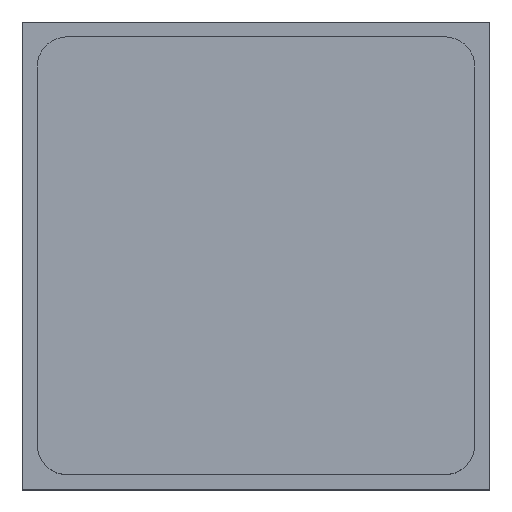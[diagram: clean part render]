
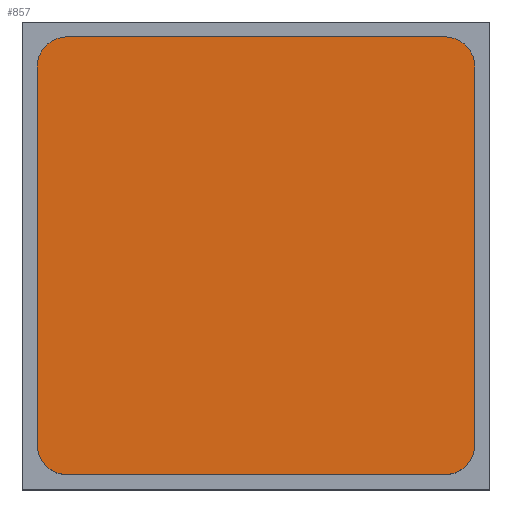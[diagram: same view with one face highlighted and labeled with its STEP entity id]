
A CAD part, top view. The second image highlights one B-rep face of the part: STEP entity #857.
In plain terms, the highlighted planar face has unit normal (0, 0, 1).
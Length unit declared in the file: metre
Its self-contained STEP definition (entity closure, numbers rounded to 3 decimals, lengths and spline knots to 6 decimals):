
#475 = EDGE_CURVE( '', #1326, #1327, #1328, .T. );
#551 = EDGE_CURVE( '', #1327, #1451, #1452, .T. );
#649 = EDGE_CURVE( '', #1602, #1603, #1604, .T. );
#789 = EDGE_CURVE( '', #1595, #1326, #1818, .T. );
#857 = ADVANCED_FACE( '', ( #1909 ), #1910, .T. );
#901 = EDGE_CURVE( '', #1646, #1823, #1968, .T. );
#1123 = EDGE_CURVE( '', #1823, #1602, #2232, .T. );
#1133 = EDGE_CURVE( '', #1603, #1595, #2244, .T. );
#1155 = EDGE_CURVE( '', #1451, #1646, #2269, .T. );
#1326 = VERTEX_POINT( '', #2483 );
#1327 = VERTEX_POINT( '', #2484 );
#1328 = LINE( '', #2485, #2486 );
#1451 = VERTEX_POINT( '', #2660 );
#1452 = CIRCLE( '', #2661, 0.001 );
#1595 = VERTEX_POINT( '', #2876 );
#1602 = VERTEX_POINT( '', #2887 );
#1603 = VERTEX_POINT( '', #2888 );
#1604 = CIRCLE( '', #2889, 0.001 );
#1646 = VERTEX_POINT( '', #2946 );
#1818 = CIRCLE( '', #3198, 0.001 );
#1823 = VERTEX_POINT( '', #3204 );
#1909 = FACE_OUTER_BOUND( '', #3334, .T. );
#1910 = PLANE( '', #3335 );
#1968 = CIRCLE( '', #3416, 0.001 );
#2232 = LINE( '', #3833, #3834 );
#2244 = LINE( '', #3851, #3852 );
#2269 = LINE( '', #3892, #3893 );
#2483 = CARTESIAN_POINT( '', ( -0.00725, 0.006233, 0.006317 ) );
#2484 = CARTESIAN_POINT( '', ( -0.00725, -0.006267, 0.006317 ) );
#2485 = CARTESIAN_POINT( '', ( -0.00725, 0.007233, 0.006317 ) );
#2486 = VECTOR( '', #4043, 1. );
#2660 = CARTESIAN_POINT( '', ( -0.00625, -0.007267, 0.006317 ) );
#2661 = AXIS2_PLACEMENT_3D( '', #4165, #4166, #4167 );
#2876 = CARTESIAN_POINT( '', ( -0.00625, 0.007233, 0.006317 ) );
#2887 = CARTESIAN_POINT( '', ( 0.00725, 0.006233, 0.006317 ) );
#2888 = CARTESIAN_POINT( '', ( 0.00625, 0.007233, 0.006317 ) );
#2889 = AXIS2_PLACEMENT_3D( '', #4288, #4289, #4290 );
#2946 = CARTESIAN_POINT( '', ( 0.00625, -0.007267, 0.006317 ) );
#3198 = AXIS2_PLACEMENT_3D( '', #4594, #4595, #4596 );
#3204 = CARTESIAN_POINT( '', ( 0.00725, -0.006267, 0.006317 ) );
#3334 = EDGE_LOOP( '', ( #4711, #4712, #4713, #4714, #4715, #4716, #4717, #4718 ) );
#3335 = AXIS2_PLACEMENT_3D( '', #4719, #4720, #4721 );
#3416 = AXIS2_PLACEMENT_3D( '', #4813, #4814, #4815 );
#3833 = CARTESIAN_POINT( '', ( 0.00725, -0.007267, 0.006317 ) );
#3834 = VECTOR( '', #5164, 1. );
#3851 = CARTESIAN_POINT( '', ( 0.00725, 0.007233, 0.006317 ) );
#3852 = VECTOR( '', #5183, 1. );
#3892 = CARTESIAN_POINT( '', ( -0.00725, -0.007267, 0.006317 ) );
#3893 = VECTOR( '', #5215, 1. );
#4043 = DIRECTION( '', ( 0., -1., 0. ) );
#4165 = CARTESIAN_POINT( '', ( -0.00625, -0.006267, 0.006317 ) );
#4166 = DIRECTION( '', ( 0., 0., 1. ) );
#4167 = DIRECTION( '', ( 0., -1., 0. ) );
#4288 = CARTESIAN_POINT( '', ( 0.00625, 0.006233, 0.006317 ) );
#4289 = DIRECTION( '', ( 0., 0., 1. ) );
#4290 = DIRECTION( '', ( 0., -1., 0. ) );
#4594 = CARTESIAN_POINT( '', ( -0.00625, 0.006233, 0.006317 ) );
#4595 = DIRECTION( '', ( 0., 0., 1. ) );
#4596 = DIRECTION( '', ( 0., -1., 0. ) );
#4711 = ORIENTED_EDGE( '', *, *, #1133, .T. );
#4712 = ORIENTED_EDGE( '', *, *, #789, .T. );
#4713 = ORIENTED_EDGE( '', *, *, #475, .T. );
#4714 = ORIENTED_EDGE( '', *, *, #551, .T. );
#4715 = ORIENTED_EDGE( '', *, *, #1155, .T. );
#4716 = ORIENTED_EDGE( '', *, *, #901, .T. );
#4717 = ORIENTED_EDGE( '', *, *, #1123, .T. );
#4718 = ORIENTED_EDGE( '', *, *, #649, .T. );
#4719 = CARTESIAN_POINT( '', ( 0., -0.000017, 0.006317 ) );
#4720 = DIRECTION( '', ( 0., 0., 1. ) );
#4721 = DIRECTION( '', ( 1., 0., 0. ) );
#4813 = CARTESIAN_POINT( '', ( 0.00625, -0.006267, 0.006317 ) );
#4814 = DIRECTION( '', ( 0., 0., 1. ) );
#4815 = DIRECTION( '', ( 0., -1., 0. ) );
#5164 = DIRECTION( '', ( 0., 1., 0. ) );
#5183 = DIRECTION( '', ( -1., 0., 0. ) );
#5215 = DIRECTION( '', ( 1., 0., 0. ) );
